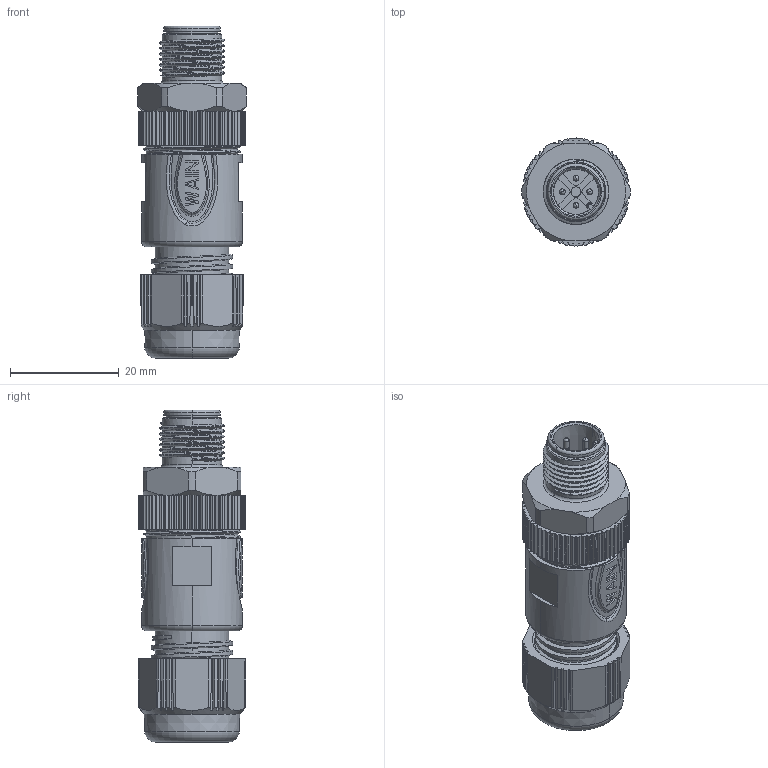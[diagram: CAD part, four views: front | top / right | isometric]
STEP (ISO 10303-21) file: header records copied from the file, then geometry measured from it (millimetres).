
FILE_DESCRIPTION((''),'2;1');
FILE_NAME('3D_1630044113201_M12S-M04A-T-D6','2017-06-21T',('y.wang'),(''),'PRO/ENGINEER BY PARAMETRIC TECHNOLOGY CORPORATION, 2012480','PRO/ENGINEER BY PARAMETRIC TECHNOLOGY CORPORATION, 2012480','');
FILE_SCHEMA(('CONFIG_CONTROL_DESIGN'));
Products named in the file (1): 3D_1630044113201_M12S-M04A-T-D6
Bounding box: 20 x 19.8 x 61 mm (x, y, z)
Volume: 9579.2 mm3; surface area: 13280.5 mm2
Topology: 1 solids, 1 shells, 1464 faces, 4482 edges, 3009 vertices
Faces by surface type: plane 561, cylinder 433, bspline 162, cone 151, torus 83, extrusion 66, sphere 8
Entity records: 79032 total; most frequent: CARTESIAN_POINT 41072, ORIENTED_EDGE 8932, DIRECTION 6707, EDGE_CURVE 4466, VERTEX_POINT 3009, AXIS2_PLACEMENT_3D 2465, VECTOR 1777, LINE 1711
